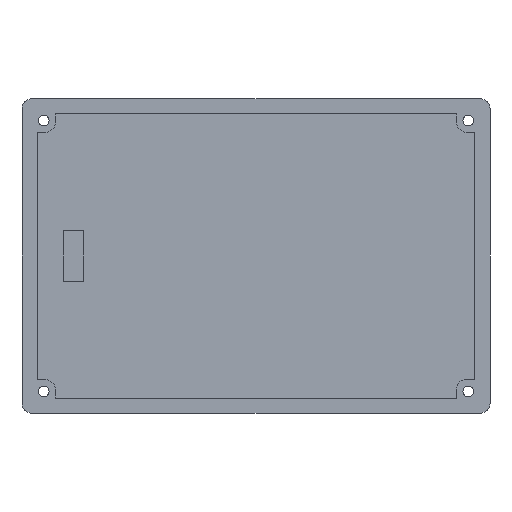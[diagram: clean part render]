
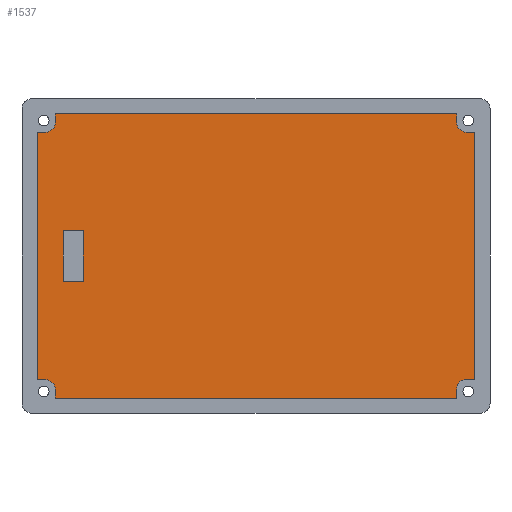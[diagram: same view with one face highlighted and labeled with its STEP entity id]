
A CAD part, front view. The second image highlights one B-rep face of the part: STEP entity #1537.
In plain terms, the highlighted planar face has unit normal (0, -1, 0).
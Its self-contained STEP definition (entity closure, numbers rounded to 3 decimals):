
#465=DIRECTION('',(0.,0.,-1.));
#466=VECTOR('',#465,29.5);
#467=CARTESIAN_POINT('',(-65.5,28.,-7.5));
#468=LINE('',#467,#466);
#469=DIRECTION('',(-1.,0.,0.));
#470=VECTOR('',#469,1.7);
#471=CARTESIAN_POINT('',(-65.5,28.,-7.5));
#472=LINE('',#471,#470);
#473=DIRECTION('',(0.,0.,1.));
#474=VECTOR('',#473,15.);
#475=CARTESIAN_POINT('',(-67.2,28.,-7.5));
#476=LINE('',#475,#474);
#477=DIRECTION('',(0.,0.,-1.));
#478=VECTOR('',#477,29.5);
#479=CARTESIAN_POINT('',(-65.5,28.,37.));
#480=LINE('',#479,#478);
#481=DIRECTION('',(-1.,0.,0.));
#482=VECTOR('',#481,2.5);
#483=CARTESIAN_POINT('',(-63.,28.,37.));
#484=LINE('',#483,#482);
#485=DIRECTION('',(0.,0.,-1.));
#486=VECTOR('',#485,2.5);
#487=CARTESIAN_POINT('',(-60.,28.,42.5));
#488=LINE('',#487,#486);
#489=DIRECTION('',(-1.,0.,0.));
#490=VECTOR('',#489,120.);
#491=CARTESIAN_POINT('',(60.,28.,42.5));
#492=LINE('',#491,#490);
#493=DIRECTION('',(0.,0.,1.));
#494=VECTOR('',#493,2.5);
#495=CARTESIAN_POINT('',(60.,28.,40.));
#496=LINE('',#495,#494);
#497=DIRECTION('',(-1.,0.,0.));
#498=VECTOR('',#497,2.5);
#499=CARTESIAN_POINT('',(65.5,28.,37.));
#500=LINE('',#499,#498);
#501=DIRECTION('',(0.,0.,1.));
#502=VECTOR('',#501,74.);
#503=CARTESIAN_POINT('',(65.5,28.,-37.));
#504=LINE('',#503,#502);
#505=DIRECTION('',(1.,0.,0.));
#506=VECTOR('',#505,2.7);
#507=CARTESIAN_POINT('',(62.8,28.,-37.));
#508=LINE('',#507,#506);
#509=DIRECTION('',(0.,0.,1.));
#510=VECTOR('',#509,2.7);
#511=CARTESIAN_POINT('',(60.,28.,-42.5));
#512=LINE('',#511,#510);
#513=DIRECTION('',(1.,0.,0.));
#514=VECTOR('',#513,120.);
#515=CARTESIAN_POINT('',(-60.,28.,-42.5));
#516=LINE('',#515,#514);
#517=DIRECTION('',(0.,0.,-1.));
#518=VECTOR('',#517,2.5);
#519=CARTESIAN_POINT('',(-60.,28.,-40.));
#520=LINE('',#519,#518);
#521=DIRECTION('',(1.,0.,0.));
#522=VECTOR('',#521,2.5);
#523=CARTESIAN_POINT('',(-65.5,28.,-37.));
#524=LINE('',#523,#522);
#525=DIRECTION('',(1.,0.,0.));
#526=VECTOR('',#525,6.);
#527=CARTESIAN_POINT('',(-57.7,28.,-7.5));
#528=LINE('',#527,#526);
#529=DIRECTION('',(0.,0.,1.));
#530=VECTOR('',#529,15.);
#531=CARTESIAN_POINT('',(-51.7,28.,-7.5));
#532=LINE('',#531,#530);
#533=DIRECTION('',(-1.,0.,0.));
#534=VECTOR('',#533,6.);
#535=CARTESIAN_POINT('',(-51.7,28.,7.5));
#536=LINE('',#535,#534);
#537=DIRECTION('',(0.,0.,-1.));
#538=VECTOR('',#537,15.);
#539=CARTESIAN_POINT('',(-57.7,28.,7.5));
#540=LINE('',#539,#538);
#577=DIRECTION('',(-1.,0.,0.));
#578=VECTOR('',#577,1.7);
#579=CARTESIAN_POINT('',(-65.5,28.,7.5));
#580=LINE('',#579,#578);
#593=CARTESIAN_POINT('',(-63.,28.,-40.));
#594=DIRECTION('',(0.,1.,0.));
#595=DIRECTION('',(0.,0.,1.));
#596=AXIS2_PLACEMENT_3D('',#593,#594,#595);
#614=CARTESIAN_POINT('',(62.8,28.,-39.8));
#615=DIRECTION('',(0.,1.,0.));
#616=DIRECTION('',(-1.,0.,0.));
#617=AXIS2_PLACEMENT_3D('',#614,#615,#616);
#635=CARTESIAN_POINT('',(63.,28.,40.));
#636=DIRECTION('',(0.,1.,0.));
#637=DIRECTION('',(0.,0.,-1.));
#638=AXIS2_PLACEMENT_3D('',#635,#636,#637);
#656=CARTESIAN_POINT('',(-63.,28.,40.));
#657=DIRECTION('',(0.,1.,0.));
#658=DIRECTION('',(1.,0.,0.));
#659=AXIS2_PLACEMENT_3D('',#656,#657,#658);
#761=CARTESIAN_POINT('',(65.5,28.,-37.));
#762=CARTESIAN_POINT('',(65.5,28.,37.));
#763=VERTEX_POINT('',#761);
#764=VERTEX_POINT('',#762);
#769=CARTESIAN_POINT('',(60.,28.,42.5));
#770=CARTESIAN_POINT('',(-60.,28.,42.5));
#771=VERTEX_POINT('',#769);
#772=VERTEX_POINT('',#770);
#773=CARTESIAN_POINT('',(-60.,28.,-42.5));
#774=CARTESIAN_POINT('',(60.,28.,-42.5));
#775=VERTEX_POINT('',#773);
#776=VERTEX_POINT('',#774);
#789=CARTESIAN_POINT('',(-65.5,28.,37.));
#790=VERTEX_POINT('',#789);
#791=CARTESIAN_POINT('',(-65.5,28.,-37.));
#792=VERTEX_POINT('',#791);
#817=CARTESIAN_POINT('',(60.,28.,-39.8));
#818=VERTEX_POINT('',#817);
#819=CARTESIAN_POINT('',(62.8,28.,-37.));
#820=VERTEX_POINT('',#819);
#825=CARTESIAN_POINT('',(-63.,28.,-37.));
#826=VERTEX_POINT('',#825);
#827=CARTESIAN_POINT('',(-60.,28.,-40.));
#828=VERTEX_POINT('',#827);
#833=CARTESIAN_POINT('',(63.,28.,37.));
#834=VERTEX_POINT('',#833);
#835=CARTESIAN_POINT('',(60.,28.,40.));
#836=VERTEX_POINT('',#835);
#841=CARTESIAN_POINT('',(-60.,28.,40.));
#842=VERTEX_POINT('',#841);
#843=CARTESIAN_POINT('',(-63.,28.,37.));
#844=VERTEX_POINT('',#843);
#845=CARTESIAN_POINT('',(-65.5,28.,7.5));
#846=VERTEX_POINT('',#845);
#847=CARTESIAN_POINT('',(-65.5,28.,-7.5));
#848=VERTEX_POINT('',#847);
#849=CARTESIAN_POINT('',(-67.2,28.,7.5));
#850=VERTEX_POINT('',#849);
#851=CARTESIAN_POINT('',(-67.2,28.,-7.5));
#852=VERTEX_POINT('',#851);
#885=CARTESIAN_POINT('',(-57.7,28.,-7.5));
#886=CARTESIAN_POINT('',(-51.7,28.,-7.5));
#887=VERTEX_POINT('',#885);
#888=VERTEX_POINT('',#886);
#889=CARTESIAN_POINT('',(-51.7,28.,7.5));
#890=VERTEX_POINT('',#889);
#891=CARTESIAN_POINT('',(-57.7,28.,7.5));
#892=VERTEX_POINT('',#891);
#1482=CARTESIAN_POINT('',(0.,28.,0.));
#1483=DIRECTION('',(0.,-1.,0.));
#1484=DIRECTION('',(-1.,0.,0.));
#1485=AXIS2_PLACEMENT_3D('',#1482,#1483,#1484);
#1486=PLANE('',#1485);
#1488=ORIENTED_EDGE('',*,*,#1487,.F.);
#1489=ORIENTED_EDGE('',*,*,#1475,.T.);
#1490=ORIENTED_EDGE('',*,*,#1414,.T.);
#1492=ORIENTED_EDGE('',*,*,#1491,.F.);
#1494=ORIENTED_EDGE('',*,*,#1493,.F.);
#1496=ORIENTED_EDGE('',*,*,#1495,.F.);
#1498=ORIENTED_EDGE('',*,*,#1497,.F.);
#1500=ORIENTED_EDGE('',*,*,#1499,.F.);
#1502=ORIENTED_EDGE('',*,*,#1501,.F.);
#1504=ORIENTED_EDGE('',*,*,#1503,.F.);
#1506=ORIENTED_EDGE('',*,*,#1505,.F.);
#1508=ORIENTED_EDGE('',*,*,#1507,.F.);
#1510=ORIENTED_EDGE('',*,*,#1509,.F.);
#1512=ORIENTED_EDGE('',*,*,#1511,.F.);
#1514=ORIENTED_EDGE('',*,*,#1513,.F.);
#1516=ORIENTED_EDGE('',*,*,#1515,.F.);
#1518=ORIENTED_EDGE('',*,*,#1517,.F.);
#1520=ORIENTED_EDGE('',*,*,#1519,.F.);
#1522=ORIENTED_EDGE('',*,*,#1521,.F.);
#1524=ORIENTED_EDGE('',*,*,#1523,.F.);
#1525=EDGE_LOOP('',(#1488,#1489,#1490,#1492,#1494,#1496,#1498,#1500,#1502,#1504,
#1506,#1508,#1510,#1512,#1514,#1516,#1518,#1520,#1522,#1524));
#1526=FACE_OUTER_BOUND('',#1525,.F.);
#1528=ORIENTED_EDGE('',*,*,#1527,.T.);
#1530=ORIENTED_EDGE('',*,*,#1529,.T.);
#1532=ORIENTED_EDGE('',*,*,#1531,.T.);
#1534=ORIENTED_EDGE('',*,*,#1533,.T.);
#1535=EDGE_LOOP('',(#1528,#1530,#1532,#1534));
#1536=FACE_BOUND('',#1535,.F.);
#1537=ADVANCED_FACE('',(#1526,#1536),#1486,.T.);
#597=CIRCLE('',#596,3.);
#618=CIRCLE('',#617,2.8);
#639=CIRCLE('',#638,3.);
#660=CIRCLE('',#659,3.);
#1414=EDGE_CURVE('',#852,#850,#476,.T.);
#1475=EDGE_CURVE('',#848,#852,#472,.T.);
#1487=EDGE_CURVE('',#848,#792,#468,.T.);
#1491=EDGE_CURVE('',#846,#850,#580,.T.);
#1493=EDGE_CURVE('',#790,#846,#480,.T.);
#1495=EDGE_CURVE('',#844,#790,#484,.T.);
#1497=EDGE_CURVE('',#842,#844,#660,.T.);
#1499=EDGE_CURVE('',#772,#842,#488,.T.);
#1501=EDGE_CURVE('',#771,#772,#492,.T.);
#1503=EDGE_CURVE('',#836,#771,#496,.T.);
#1505=EDGE_CURVE('',#834,#836,#639,.T.);
#1507=EDGE_CURVE('',#764,#834,#500,.T.);
#1509=EDGE_CURVE('',#763,#764,#504,.T.);
#1511=EDGE_CURVE('',#820,#763,#508,.T.);
#1513=EDGE_CURVE('',#818,#820,#618,.T.);
#1515=EDGE_CURVE('',#776,#818,#512,.T.);
#1517=EDGE_CURVE('',#775,#776,#516,.T.);
#1519=EDGE_CURVE('',#828,#775,#520,.T.);
#1521=EDGE_CURVE('',#826,#828,#597,.T.);
#1523=EDGE_CURVE('',#792,#826,#524,.T.);
#1527=EDGE_CURVE('',#887,#888,#528,.T.);
#1529=EDGE_CURVE('',#888,#890,#532,.T.);
#1531=EDGE_CURVE('',#890,#892,#536,.T.);
#1533=EDGE_CURVE('',#892,#887,#540,.T.);
